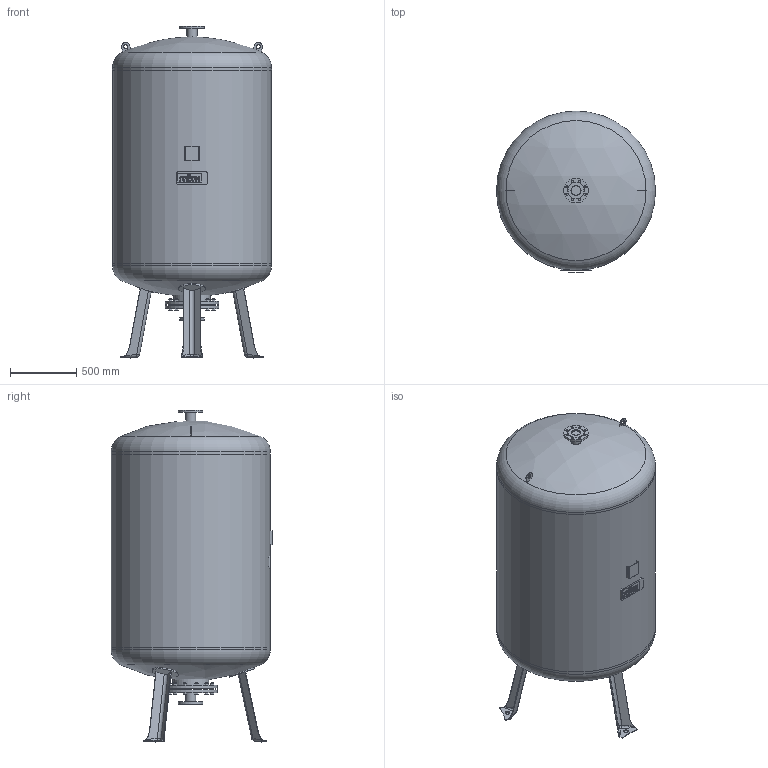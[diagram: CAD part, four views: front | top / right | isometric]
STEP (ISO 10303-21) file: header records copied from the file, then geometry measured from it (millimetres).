
FILE_DESCRIPTION(/* description */ (''),/* implementation_level */ '2;1');
FILE_NAME(/* name */ '3d_IntermediatevesselsV2000_10bar-8400405.stp',/* time_stamp */ '2017-08-11T12:12:03+02:00',/* author */ ('Andrzej'),/* organization */ (''),/* preprocessor_version */ 'ST-DEVELOPER v15.5',/* originating_system */ 'AutoCAD Mechanical',/* authorisation */ '');
FILE_SCHEMA (('AUTOMOTIVE_DESIGN { 1 0 10303 214 3 1 1 }'));
Length unit declared in the file: millimetre
Products named in the file (1): Product
Bounding box: 1200 x 1220 x 2504.83 mm (x, y, z)
Volume: 2051586615.2 mm3; surface area: 14819408.5 mm2
Topology: 22 solids, 22 shells, 578 faces, 1464 edges, 972 vertices
Faces by surface type: plane 359, cylinder 153, cone 29, bspline 18, sphere 17, torus 2
Full cylindrical faces by diameter (mm): 16 x24, 18 x16, 30 x2, 70.3 x2, 76.1 x2, 185 x2, 260.4 x1, 273 x1, 405 x2, 1200 x3
Entity records: 22884 total; most frequent: CARTESIAN_POINT 8958, DIRECTION 2824, ORIENTED_EDGE 2752, EDGE_CURVE 1376, AXIS2_PLACEMENT_3D 977, VERTEX_POINT 958, LINE 870, VECTOR 870
